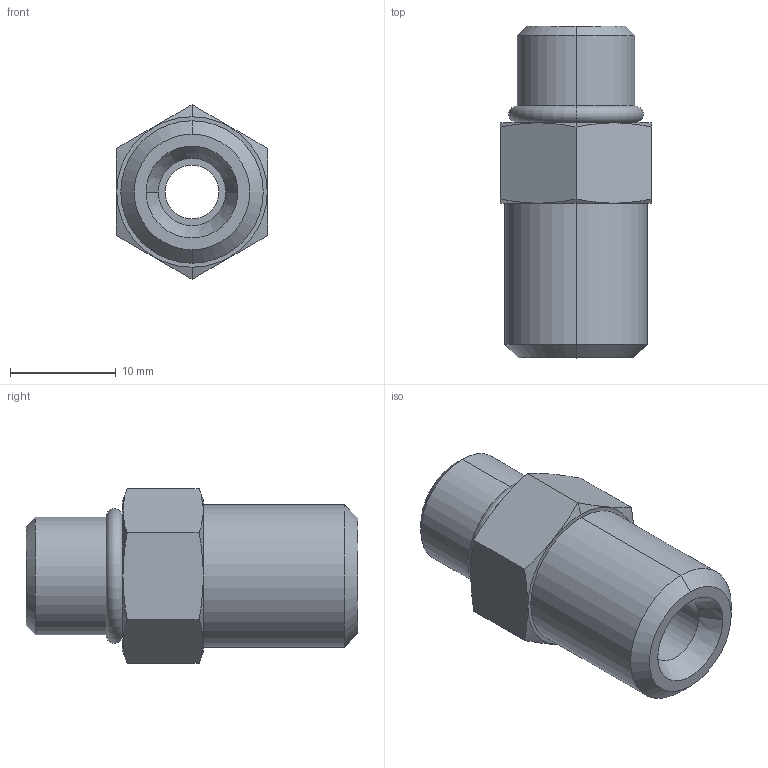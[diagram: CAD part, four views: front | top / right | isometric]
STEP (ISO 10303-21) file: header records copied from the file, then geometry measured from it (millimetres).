
FILE_DESCRIPTION((''),'2;1');
FILE_NAME('ILC30801344','2005-08-25T',('KR'),(''),'PRO/ENGINEER BY PARAMETRIC TECHNOLOGY CORPORATION, 2004290','PRO/ENGINEER BY PARAMETRIC TECHNOLOGY CORPORATION, 2004290','');
FILE_SCHEMA(('AUTOMOTIVE_DESIGN_CC2 { 1 2 10303 214 -1 1 5 2 }'));
Length unit declared in the file: inch
Products named in the file (1): ILC30801344
Bounding box: 14.29 x 31.37 x 16.5 mm (x, y, z)
Volume: 3418.1 mm3; surface area: 2160.8 mm2
Topology: 1 solids, 1 shells, 33 faces, 70 edges, 42 vertices
Faces by surface type: cone 12, plane 11, cylinder 8, torus 2
Entity records: 1338 total; most frequent: CARTESIAN_POINT 253, DIRECTION 156, ORIENTED_EDGE 140, COLOUR_RGB 107, PRESENTATION_STYLE_ASSIGNMENT 73, STYLED_ITEM 71, CURVE_STYLE 70, EDGE_CURVE 70
